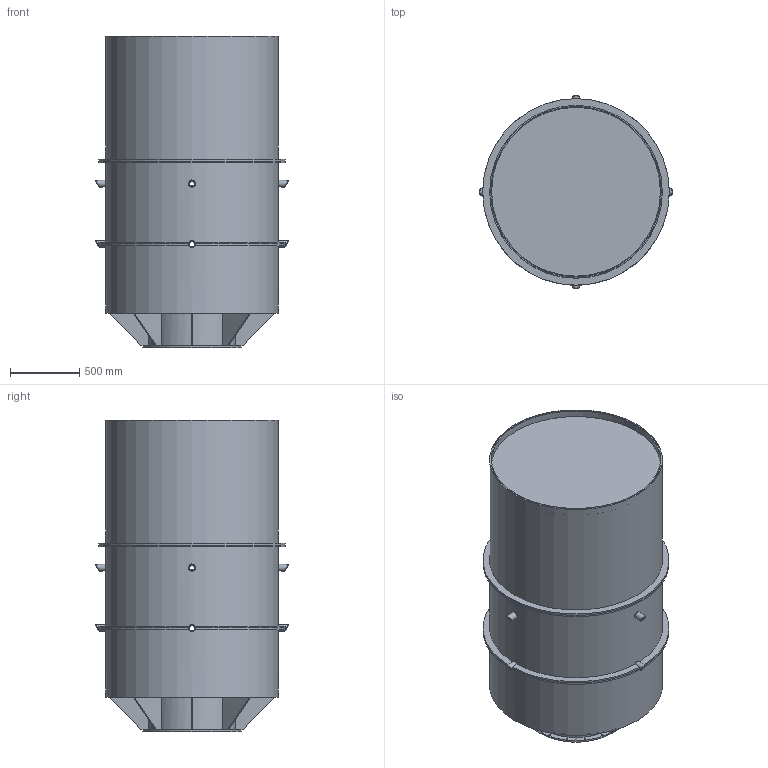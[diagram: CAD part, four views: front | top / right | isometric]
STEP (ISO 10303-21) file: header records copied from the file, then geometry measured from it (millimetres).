
FILE_DESCRIPTION(/* description */ ('VRV450 mit Ausblasschalldämpfer'),/* implementation_level */ '2;1');
FILE_NAME(/* name */ 'VRV450_ASD_model.stp',/* time_stamp */ '2021-07-22T16:29:28+02:00',/* author */ ('Rissler'),/* organization */ ('Mietzsch GmbH Lufttechnik Dresden'),/* preprocessor_version */ 'ST-DEVELOPER v18.1',/* originating_system */ 'Autodesk Inventor 2020',/* authorisation */ '');
FILE_SCHEMA (('AUTOMOTIVE_DESIGN { 1 0 10303 214 3 1 1 }'));
Length unit declared in the file: millimetre
Products named in the file (1): VRV_iL_CSV
Bounding box: 1400 x 1400 x 2252.5 mm (x, y, z)
Volume: 90076204 mm3; surface area: 24367374.8 mm2
Topology: 22 solids, 22 shells, 189 faces, 463 edges, 316 vertices
Faces by surface type: plane 103, cylinder 86
Full cylindrical faces by diameter (mm): 10 x16, 40 x12, 50 x12, 624 x1, 630 x2, 710 x1, 1222 x1, 1234 x3, 1250 x4, 1350 x2
Entity records: 7017 total; most frequent: CARTESIAN_POINT 2260, DIRECTION 942, ORIENTED_EDGE 940, EDGE_CURVE 470, AXIS2_PLACEMENT_3D 350, VERTEX_POINT 316, EDGE_LOOP 262, LINE 242
